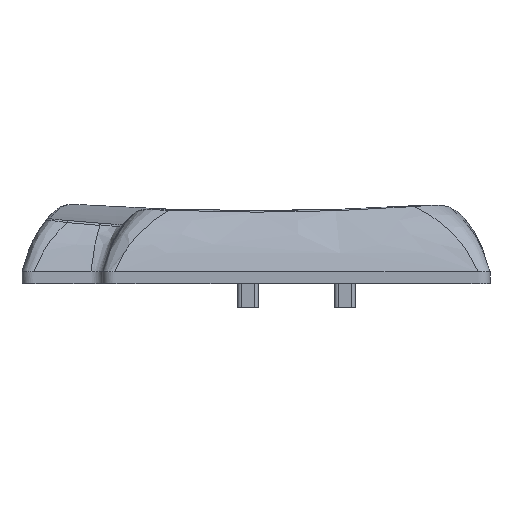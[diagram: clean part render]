
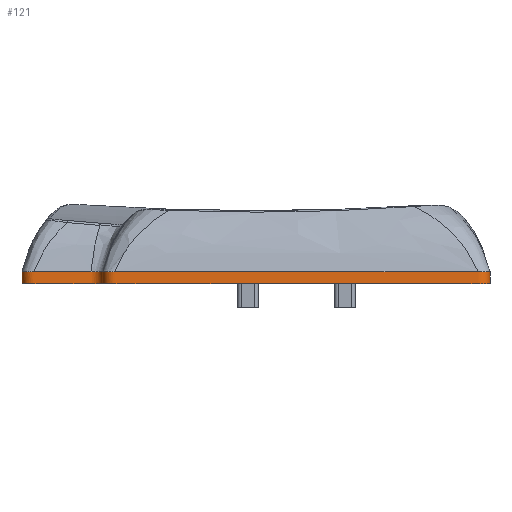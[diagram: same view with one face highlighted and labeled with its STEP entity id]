
A CAD part, front view. The second image highlights one B-rep face of the part: STEP entity #121.
In plain terms, the highlighted free-form (B-spline) face has degree [1, 2] with [2, 17] control points.
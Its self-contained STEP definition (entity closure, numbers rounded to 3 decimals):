
#121=ADVANCED_FACE('',(#374),#3894,.T.);
#374=FACE_OUTER_BOUND('',#629,.T.);
#629=EDGE_LOOP('',(#1333,#1334,#1335,#1336,#1337,#1338,#1339,#1340,#1341,
#1342,#1343));
#1333=ORIENTED_EDGE('',*,*,#2785,.T.);
#1334=ORIENTED_EDGE('',*,*,#2559,.T.);
#1335=ORIENTED_EDGE('',*,*,#2560,.T.);
#1336=ORIENTED_EDGE('',*,*,#2561,.T.);
#1337=ORIENTED_EDGE('',*,*,#2562,.T.);
#1338=ORIENTED_EDGE('',*,*,#2563,.T.);
#1339=ORIENTED_EDGE('',*,*,#2564,.T.);
#1340=ORIENTED_EDGE('',*,*,#2565,.T.);
#1341=ORIENTED_EDGE('',*,*,#2566,.T.);
#1342=ORIENTED_EDGE('',*,*,#2516,.F.);
#1343=ORIENTED_EDGE('',*,*,#2786,.F.);
#2516=EDGE_CURVE('',#3695,#3696,#2930,.T.);
#2559=EDGE_CURVE('',#3725,#3726,#2973,.T.);
#2560=EDGE_CURVE('',#3726,#3727,#2974,.T.);
#2561=EDGE_CURVE('',#3727,#3728,#2975,.T.);
#2562=EDGE_CURVE('',#3728,#3729,#2976,.T.);
#2563=EDGE_CURVE('',#3729,#3730,#2977,.T.);
#2564=EDGE_CURVE('',#3730,#3731,#2978,.T.);
#2565=EDGE_CURVE('',#3731,#3732,#2979,.T.);
#2566=EDGE_CURVE('',#3732,#3696,#2980,.T.);
#2785=EDGE_CURVE('',#3878,#3725,#3029,.T.);
#2786=EDGE_CURVE('',#3878,#3695,#3030,.T.);
#2930=(
BOUNDED_CURVE()
B_SPLINE_CURVE(1,(#10270,#10271),.UNSPECIFIED.,.F.,.F.)
B_SPLINE_CURVE_WITH_KNOTS((2,2),(0.,0.7),.UNSPECIFIED.)
CURVE()
GEOMETRIC_REPRESENTATION_ITEM()
RATIONAL_B_SPLINE_CURVE((1.,1.))
REPRESENTATION_ITEM('')
);
#2973=(
BOUNDED_CURVE()
B_SPLINE_CURVE(2,(#10583,#10584,#10585),.UNSPECIFIED.,.F.,.F.)
B_SPLINE_CURVE_WITH_KNOTS((3,3),(63.899,64.999),
 .UNSPECIFIED.)
CURVE()
GEOMETRIC_REPRESENTATION_ITEM()
RATIONAL_B_SPLINE_CURVE((1.,0.707,1.))
REPRESENTATION_ITEM('')
);
#2974=(
BOUNDED_CURVE()
B_SPLINE_CURVE(2,(#10586,#10587,#10588),.UNSPECIFIED.,.F.,.F.)
B_SPLINE_CURVE_WITH_KNOTS((3,3),(64.999,86.349),
 .UNSPECIFIED.)
CURVE()
GEOMETRIC_REPRESENTATION_ITEM()
RATIONAL_B_SPLINE_CURVE((1.,1.,1.))
REPRESENTATION_ITEM('')
);
#2975=(
BOUNDED_CURVE()
B_SPLINE_CURVE(2,(#10589,#10590,#10591),.UNSPECIFIED.,.F.,.F.)
B_SPLINE_CURVE_WITH_KNOTS((3,3),(86.349,87.448),
 .UNSPECIFIED.)
CURVE()
GEOMETRIC_REPRESENTATION_ITEM()
RATIONAL_B_SPLINE_CURVE((1.,0.707,1.))
REPRESENTATION_ITEM('')
);
#2976=(
BOUNDED_CURVE()
B_SPLINE_CURVE(2,(#10592,#10593,#10594),.UNSPECIFIED.,.F.,.F.)
B_SPLINE_CURVE_WITH_KNOTS((3,3),(87.448,105.048),
 .UNSPECIFIED.)
CURVE()
GEOMETRIC_REPRESENTATION_ITEM()
RATIONAL_B_SPLINE_CURVE((1.,1.,1.))
REPRESENTATION_ITEM('')
);
#2977=(
BOUNDED_CURVE()
B_SPLINE_CURVE(2,(#10595,#10596,#10597),.UNSPECIFIED.,.F.,.F.)
B_SPLINE_CURVE_WITH_KNOTS((3,3),(105.048,106.148),
 .UNSPECIFIED.)
CURVE()
GEOMETRIC_REPRESENTATION_ITEM()
RATIONAL_B_SPLINE_CURVE((1.,0.707,1.))
REPRESENTATION_ITEM('')
);
#2978=(
BOUNDED_CURVE()
B_SPLINE_CURVE(2,(#10598,#10599,#10600),.UNSPECIFIED.,.F.,.F.)
B_SPLINE_CURVE_WITH_KNOTS((3,3),(106.148,109.498),
 .UNSPECIFIED.)
CURVE()
GEOMETRIC_REPRESENTATION_ITEM()
RATIONAL_B_SPLINE_CURVE((1.,1.,1.))
REPRESENTATION_ITEM('')
);
#2979=(
BOUNDED_CURVE()
B_SPLINE_CURVE(2,(#10601,#10602,#10603),.UNSPECIFIED.,.F.,.F.)
B_SPLINE_CURVE_WITH_KNOTS((3,3),(109.498,110.597),
 .UNSPECIFIED.)
CURVE()
GEOMETRIC_REPRESENTATION_ITEM()
RATIONAL_B_SPLINE_CURVE((1.,0.707,1.))
REPRESENTATION_ITEM('')
);
#2980=(
BOUNDED_CURVE()
B_SPLINE_CURVE(2,(#10604,#10605,#10606),.UNSPECIFIED.,.F.,.F.)
B_SPLINE_CURVE_WITH_KNOTS((3,3),(110.597,127.197),
 .UNSPECIFIED.)
CURVE()
GEOMETRIC_REPRESENTATION_ITEM()
RATIONAL_B_SPLINE_CURVE((1.,1.,1.))
REPRESENTATION_ITEM('')
);
#3029=(
BOUNDED_CURVE()
B_SPLINE_CURVE(1,(#12058,#12059),.UNSPECIFIED.,.F.,.F.)
B_SPLINE_CURVE_WITH_KNOTS((2,2),(0.,0.7),.UNSPECIFIED.)
CURVE()
GEOMETRIC_REPRESENTATION_ITEM()
RATIONAL_B_SPLINE_CURVE((1.,1.))
REPRESENTATION_ITEM('')
);
#3030=(
BOUNDED_CURVE()
B_SPLINE_CURVE(2,(#12060,#12061,#12062,#12063,#12064,#12065,#12066,#12067,
#12068,#12069,#12070,#12071,#12072,#12073,#12074,#12075,#12076),
 .UNSPECIFIED.,.F.,.F.)
B_SPLINE_CURVE_WITH_KNOTS((3,2,2,2,2,2,2,2,3),(63.899,64.999,
86.349,87.448,105.048,106.148,109.498,
110.597,127.197),.UNSPECIFIED.)
CURVE()
GEOMETRIC_REPRESENTATION_ITEM()
RATIONAL_B_SPLINE_CURVE((1.,0.707,1.,1.,1.,0.707,
1.,1.,1.,0.707,1.,1.,1.,0.707,1.,1.,1.))
REPRESENTATION_ITEM('')
);
#3695=VERTEX_POINT('',#9210);
#3696=VERTEX_POINT('',#9211);
#3725=VERTEX_POINT('',#9240);
#3726=VERTEX_POINT('',#9241);
#3727=VERTEX_POINT('',#9242);
#3728=VERTEX_POINT('',#9243);
#3729=VERTEX_POINT('',#9244);
#3730=VERTEX_POINT('',#9245);
#3731=VERTEX_POINT('',#9246);
#3732=VERTEX_POINT('',#9247);
#3878=VERTEX_POINT('',#9393);
#3894=(
BOUNDED_SURFACE()
B_SPLINE_SURFACE(1,2,((#4750,#4751,#4752,#4753,#4754,#4755,#4756,#4757,
#4758,#4759,#4760,#4761,#4762,#4763,#4764,#4765,#4766),(#4767,#4768,#4769,
#4770,#4771,#4772,#4773,#4774,#4775,#4776,#4777,#4778,#4779,#4780,#4781,
#4782,#4783)),.UNSPECIFIED.,.F.,.F.,.F.)
B_SPLINE_SURFACE_WITH_KNOTS((2,2),(3,2,2,2,2,2,2,2,3),(0.,0.7),(63.899,
64.999,86.349,87.448,105.048,106.148,
109.498,110.597,127.197),.UNSPECIFIED.)
GEOMETRIC_REPRESENTATION_ITEM()
RATIONAL_B_SPLINE_SURFACE(((1.,0.707,1.,1.,1.,0.707,
1.,1.,1.,0.707,1.,1.,1.,0.707,1.,1.,1.),(1.,0.707,
1.,1.,1.,0.707,1.,1.,1.,0.707,1.,1.,1.,0.707,
1.,1.,1.)))
REPRESENTATION_ITEM('')
SURFACE()
);
#4750=CARTESIAN_POINT('',(96.75,-26.3,-0.4));
#4751=CARTESIAN_POINT('',(96.75,-27.,-0.4));
#4752=CARTESIAN_POINT('',(96.05,-27.,-0.4));
#4753=CARTESIAN_POINT('',(85.375,-27.,-0.4));
#4754=CARTESIAN_POINT('',(74.7,-27.,-0.4));
#4755=CARTESIAN_POINT('',(74.,-27.,-0.4));
#4756=CARTESIAN_POINT('',(74.,-26.3,-0.4));
#4757=CARTESIAN_POINT('',(74.,-17.5,-0.4));
#4758=CARTESIAN_POINT('',(74.,-8.7,-0.4));
#4759=CARTESIAN_POINT('',(74.,-8.,-0.4));
#4760=CARTESIAN_POINT('',(73.3,-8.,-0.4));
#4761=CARTESIAN_POINT('',(71.625,-8.,-0.4));
#4762=CARTESIAN_POINT('',(69.95,-8.,-0.4));
#4763=CARTESIAN_POINT('',(69.25,-8.,-0.4));
#4764=CARTESIAN_POINT('',(69.25,-7.3,-0.4));
#4765=CARTESIAN_POINT('',(69.25,1.,-0.4));
#4766=CARTESIAN_POINT('',(69.25,9.3,-0.4));
#4767=CARTESIAN_POINT('',(96.75,-26.3,0.3));
#4768=CARTESIAN_POINT('',(96.75,-27.,0.3));
#4769=CARTESIAN_POINT('',(96.05,-27.,0.3));
#4770=CARTESIAN_POINT('',(85.375,-27.,0.3));
#4771=CARTESIAN_POINT('',(74.7,-27.,0.3));
#4772=CARTESIAN_POINT('',(74.,-27.,0.3));
#4773=CARTESIAN_POINT('',(74.,-26.3,0.3));
#4774=CARTESIAN_POINT('',(74.,-17.5,0.3));
#4775=CARTESIAN_POINT('',(74.,-8.7,0.3));
#4776=CARTESIAN_POINT('',(74.,-8.,0.3));
#4777=CARTESIAN_POINT('',(73.3,-8.,0.3));
#4778=CARTESIAN_POINT('',(71.625,-8.,0.3));
#4779=CARTESIAN_POINT('',(69.95,-8.,0.3));
#4780=CARTESIAN_POINT('',(69.25,-8.,0.3));
#4781=CARTESIAN_POINT('',(69.25,-7.3,0.3));
#4782=CARTESIAN_POINT('',(69.25,1.,0.3));
#4783=CARTESIAN_POINT('',(69.25,9.3,0.3));
#9210=CARTESIAN_POINT('',(69.25,9.3,-0.4));
#9211=CARTESIAN_POINT('',(69.25,9.3,0.3));
#9240=CARTESIAN_POINT('',(96.75,-26.3,0.3));
#9241=CARTESIAN_POINT('',(96.05,-27.,0.3));
#9242=CARTESIAN_POINT('',(74.7,-27.,0.3));
#9243=CARTESIAN_POINT('',(74.,-26.3,0.3));
#9244=CARTESIAN_POINT('',(74.,-8.7,0.3));
#9245=CARTESIAN_POINT('',(73.3,-8.,0.3));
#9246=CARTESIAN_POINT('',(69.95,-8.,0.3));
#9247=CARTESIAN_POINT('',(69.25,-7.3,0.3));
#9393=CARTESIAN_POINT('',(96.75,-26.3,-0.4));
#10270=CARTESIAN_POINT('',(69.25,9.3,-0.4));
#10271=CARTESIAN_POINT('',(69.25,9.3,0.3));
#10583=CARTESIAN_POINT('',(96.75,-26.3,0.3));
#10584=CARTESIAN_POINT('',(96.75,-27.,0.3));
#10585=CARTESIAN_POINT('',(96.05,-27.,0.3));
#10586=CARTESIAN_POINT('',(96.05,-27.,0.3));
#10587=CARTESIAN_POINT('',(85.375,-27.,0.3));
#10588=CARTESIAN_POINT('',(74.7,-27.,0.3));
#10589=CARTESIAN_POINT('',(74.7,-27.,0.3));
#10590=CARTESIAN_POINT('',(74.,-27.,0.3));
#10591=CARTESIAN_POINT('',(74.,-26.3,0.3));
#10592=CARTESIAN_POINT('',(74.,-26.3,0.3));
#10593=CARTESIAN_POINT('',(74.,-17.5,0.3));
#10594=CARTESIAN_POINT('',(74.,-8.7,0.3));
#10595=CARTESIAN_POINT('',(74.,-8.7,0.3));
#10596=CARTESIAN_POINT('',(74.,-8.,0.3));
#10597=CARTESIAN_POINT('',(73.3,-8.,0.3));
#10598=CARTESIAN_POINT('',(73.3,-8.,0.3));
#10599=CARTESIAN_POINT('',(71.625,-8.,0.3));
#10600=CARTESIAN_POINT('',(69.95,-8.,0.3));
#10601=CARTESIAN_POINT('',(69.95,-8.,0.3));
#10602=CARTESIAN_POINT('',(69.25,-8.,0.3));
#10603=CARTESIAN_POINT('',(69.25,-7.3,0.3));
#10604=CARTESIAN_POINT('',(69.25,-7.3,0.3));
#10605=CARTESIAN_POINT('',(69.25,1.,0.3));
#10606=CARTESIAN_POINT('',(69.25,9.3,0.3));
#12058=CARTESIAN_POINT('',(96.75,-26.3,-0.4));
#12059=CARTESIAN_POINT('',(96.75,-26.3,0.3));
#12060=CARTESIAN_POINT('',(96.75,-26.3,-0.4));
#12061=CARTESIAN_POINT('',(96.75,-27.,-0.4));
#12062=CARTESIAN_POINT('',(96.05,-27.,-0.4));
#12063=CARTESIAN_POINT('',(85.375,-27.,-0.4));
#12064=CARTESIAN_POINT('',(74.7,-27.,-0.4));
#12065=CARTESIAN_POINT('',(74.,-27.,-0.4));
#12066=CARTESIAN_POINT('',(74.,-26.3,-0.4));
#12067=CARTESIAN_POINT('',(74.,-17.5,-0.4));
#12068=CARTESIAN_POINT('',(74.,-8.7,-0.4));
#12069=CARTESIAN_POINT('',(74.,-8.,-0.4));
#12070=CARTESIAN_POINT('',(73.3,-8.,-0.4));
#12071=CARTESIAN_POINT('',(71.625,-8.,-0.4));
#12072=CARTESIAN_POINT('',(69.95,-8.,-0.4));
#12073=CARTESIAN_POINT('',(69.25,-8.,-0.4));
#12074=CARTESIAN_POINT('',(69.25,-7.3,-0.4));
#12075=CARTESIAN_POINT('',(69.25,1.,-0.4));
#12076=CARTESIAN_POINT('',(69.25,9.3,-0.4));
